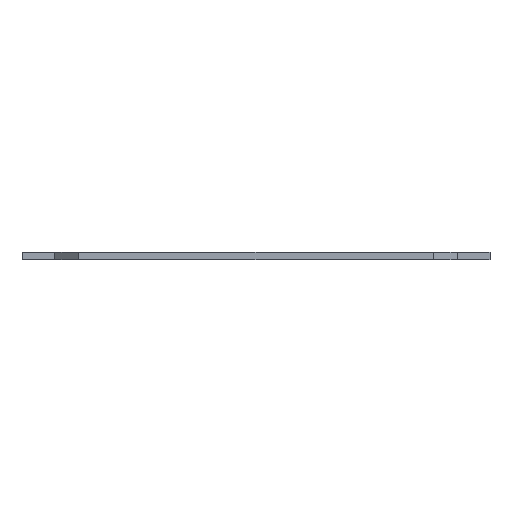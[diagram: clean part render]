
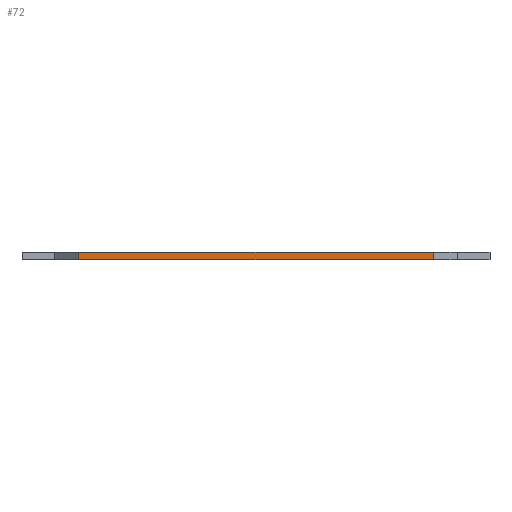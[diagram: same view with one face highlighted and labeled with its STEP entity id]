
A CAD part, left-side view. The second image highlights one B-rep face of the part: STEP entity #72.
In plain terms, the highlighted planar face has unit normal (-1, 0, 0).
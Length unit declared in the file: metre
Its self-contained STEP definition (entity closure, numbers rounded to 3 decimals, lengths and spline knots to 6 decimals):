
#72 = ADVANCED_FACE( '', ( #173 ), #174, .F. );
#173 = FACE_OUTER_BOUND( '', #283, .T. );
#174 = PLANE( '', #284 );
#283 = EDGE_LOOP( '', ( #521, #522, #523, #524 ) );
#284 = AXIS2_PLACEMENT_3D( '', #525, #526, #527 );
#521 = ORIENTED_EDGE( '', *, *, #635, .T. );
#522 = ORIENTED_EDGE( '', *, *, #672, .F. );
#523 = ORIENTED_EDGE( '', *, *, #659, .F. );
#524 = ORIENTED_EDGE( '', *, *, #671, .T. );
#525 = CARTESIAN_POINT( '', ( -0.20835, 0., 0.00635 ) );
#526 = DIRECTION( '', ( 1., 0., 0. ) );
#527 = DIRECTION( '', ( 0., 1., 0. ) );
#635 = EDGE_CURVE( '', #761, #759, #762, .T. );
#659 = EDGE_CURVE( '', #806, #808, #809, .T. );
#671 = EDGE_CURVE( '', #806, #761, #829, .T. );
#672 = EDGE_CURVE( '', #808, #759, #830, .T. );
#759 = VERTEX_POINT( '', #954 );
#761 = VERTEX_POINT( '', #957 );
#762 = LINE( '', #958, #959 );
#806 = VERTEX_POINT( '', #1007 );
#808 = VERTEX_POINT( '', #1010 );
#809 = LINE( '', #1011, #1012 );
#829 = LINE( '', #1043, #1044 );
#830 = LINE( '', #1045, #1046 );
#954 = CARTESIAN_POINT( '', ( -0.20835, -0.158, 0. ) );
#957 = CARTESIAN_POINT( '', ( -0.20835, 0.158, 0. ) );
#958 = CARTESIAN_POINT( '', ( -0.20835, 0., 0. ) );
#959 = VECTOR( '', #1119, 1. );
#1007 = CARTESIAN_POINT( '', ( -0.20835, 0.158, 0.00635 ) );
#1010 = CARTESIAN_POINT( '', ( -0.20835, -0.158, 0.00635 ) );
#1011 = CARTESIAN_POINT( '', ( -0.20835, 0., 0.00635 ) );
#1012 = VECTOR( '', #1179, 1. );
#1043 = CARTESIAN_POINT( '', ( -0.20835, 0.158, 0.00635 ) );
#1044 = VECTOR( '', #1191, 1. );
#1045 = CARTESIAN_POINT( '', ( -0.20835, -0.158, 0.00635 ) );
#1046 = VECTOR( '', #1192, 1. );
#1119 = DIRECTION( '', ( 0., -1., 0. ) );
#1179 = DIRECTION( '', ( 0., -1., 0. ) );
#1191 = DIRECTION( '', ( 0., 0., -1. ) );
#1192 = DIRECTION( '', ( 0., 0., -1. ) );
